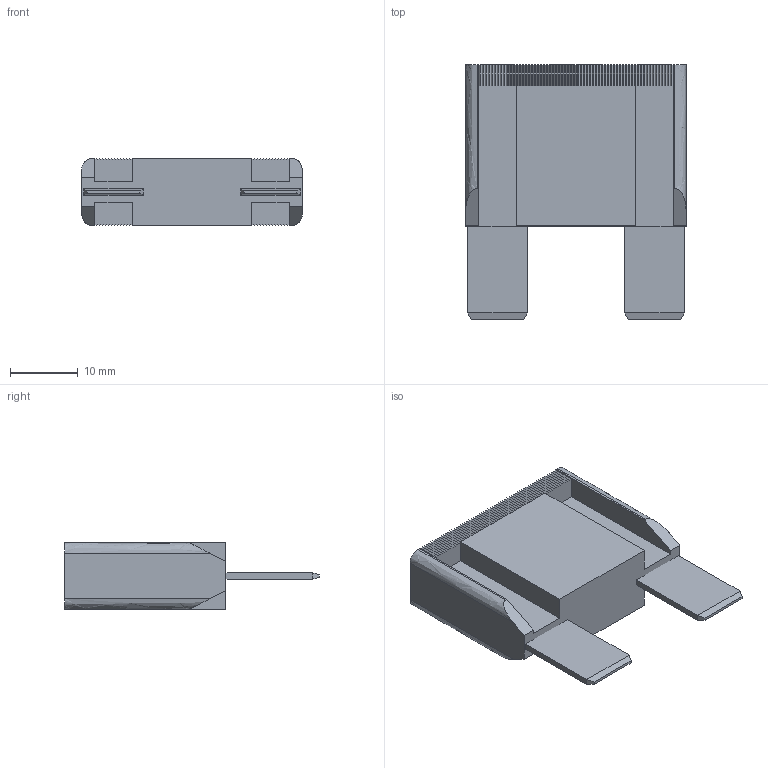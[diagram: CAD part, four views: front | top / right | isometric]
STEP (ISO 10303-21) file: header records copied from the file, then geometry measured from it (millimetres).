
FILE_DESCRIPTION(('FreeCAD Model'),'2;1');
FILE_NAME('Open CASCADE Shape Model','2025-05-05T10:10:27',('FreeCAD'),( 'FreeCAD'),'Open CASCADE STEP processor 7.6','FreeCAD','Unknown');
FILE_SCHEMA(('AUTOMOTIVE_DESIGN { 1 0 10303 214 1 1 1 1 }'));
Length unit declared in the file: millimetre
Products named in the file (1): Open CASCADE STEP translator 7.6 1
Bounding box: 32.61 x 37.69 x 9.95 mm (x, y, z)
Volume: 6663.1 mm3; surface area: 4821.9 mm2
Topology: 2 solids, 2 shells, 463 faces, 1186 edges, 732 vertices
Faces by surface type: bspline 463
Entity records: 13645 total; most frequent: CARTESIAN_POINT 6321, ORIENTED_EDGE 2372, EDGE_CURVE 1186, B_SPLINE_CURVE_WITH_KNOTS 1156, VERTEX_POINT 732, FACE_BOUND 474, EDGE_LOOP 474, ADVANCED_FACE 463
